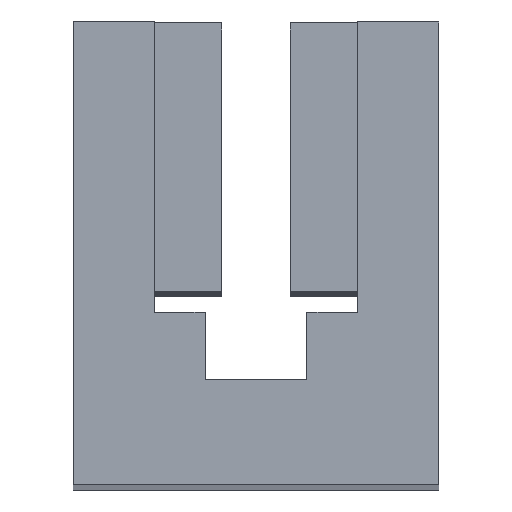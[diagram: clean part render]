
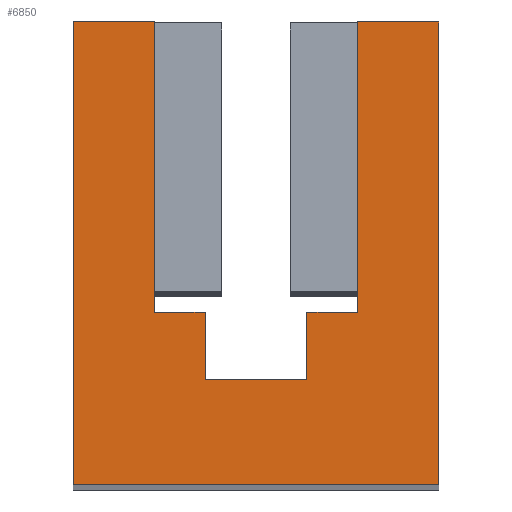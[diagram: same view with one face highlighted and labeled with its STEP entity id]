
A CAD part, top view. The second image highlights one B-rep face of the part: STEP entity #6850.
In plain terms, the highlighted planar face has unit normal (0, 0, 1).
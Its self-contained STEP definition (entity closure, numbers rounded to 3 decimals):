
#81 = ORIENTED_EDGE ( 'NONE', *, *, #5255, .T. ) ;
#97 = EDGE_CURVE ( 'NONE', #2899, #5847, #6129, .T. ) ;
#191 = CARTESIAN_POINT ( 'NONE',  ( 10.55, 18., 0. ) ) ;
#230 = ORIENTED_EDGE ( 'NONE', *, *, #6181, .T. ) ;
#269 = CARTESIAN_POINT ( 'NONE',  ( 10.55, 18., 0. ) ) ;
#327 = DIRECTION ( 'NONE',  ( -1., 0., 0. ) ) ;
#396 = DIRECTION ( 'NONE',  ( -1., 0., 0. ) ) ;
#546 = LINE ( 'NONE', #7028, #5003 ) ;
#646 = LINE ( 'NONE', #3015, #6943 ) ;
#794 = CARTESIAN_POINT ( 'NONE',  ( 10.55, 48.2, 0. ) ) ;
#857 = VECTOR ( 'NONE', #6684, 1000. ) ;
#917 = CARTESIAN_POINT ( 'NONE',  ( 10.55, 48.2, 0. ) ) ;
#946 = ORIENTED_EDGE ( 'NONE', *, *, #1151, .T. ) ;
#965 = EDGE_CURVE ( 'NONE', #4916, #3684, #6303, .T. ) ;
#1085 = VERTEX_POINT ( 'NONE', #917 ) ;
#1088 = ORIENTED_EDGE ( 'NONE', *, *, #1501, .T. ) ;
#1151 = EDGE_CURVE ( 'NONE', #5847, #6210, #5315, .T. ) ;
#1310 = CARTESIAN_POINT ( 'NONE',  ( -5.3, 11., 0. ) ) ;
#1334 = CARTESIAN_POINT ( 'NONE',  ( 5.3, 11., 0. ) ) ;
#1346 = ORIENTED_EDGE ( 'NONE', *, *, #6014, .T. ) ;
#1432 = ORIENTED_EDGE ( 'NONE', *, *, #965, .T. ) ;
#1501 = EDGE_CURVE ( 'NONE', #4265, #4916, #3471, .T. ) ;
#1543 = CARTESIAN_POINT ( 'NONE',  ( 19.05, 0., 0. ) ) ;
#1617 = CARTESIAN_POINT ( 'NONE',  ( -10.55, 48.2, 0. ) ) ;
#1640 = VECTOR ( 'NONE', #327, 1000. ) ;
#1723 = CARTESIAN_POINT ( 'NONE',  ( -10.55, 18., 0. ) ) ;
#1727 = CARTESIAN_POINT ( 'NONE',  ( -5.3, 18., 0. ) ) ;
#1953 = VECTOR ( 'NONE', #4778, 1000. ) ;
#2160 = ORIENTED_EDGE ( 'NONE', *, *, #7707, .T. ) ;
#2437 = CARTESIAN_POINT ( 'NONE',  ( 10.55, 18., 0. ) ) ;
#2462 = CARTESIAN_POINT ( 'NONE',  ( -5.3, 11., 0. ) ) ;
#2693 = CARTESIAN_POINT ( 'NONE',  ( -10.55, 18., 0. ) ) ;
#2700 = ORIENTED_EDGE ( 'NONE', *, *, #3181, .T. ) ;
#2744 = VERTEX_POINT ( 'NONE', #1723 ) ;
#2777 = DIRECTION ( 'NONE',  ( 1., 0., 0. ) ) ;
#2899 = VERTEX_POINT ( 'NONE', #1334 ) ;
#2924 = VECTOR ( 'NONE', #3989, 1000. ) ;
#2966 = CARTESIAN_POINT ( 'NONE',  ( -5.3, 18., 0. ) ) ;
#3015 = CARTESIAN_POINT ( 'NONE',  ( 5.3, 18., 0. ) ) ;
#3143 = DIRECTION ( 'NONE',  ( -1., 0., 0. ) ) ;
#3160 = DIRECTION ( 'NONE',  ( -1., 0., 0. ) ) ;
#3179 = LINE ( 'NONE', #191, #6415 ) ;
#3181 = EDGE_CURVE ( 'NONE', #6210, #2744, #5667, .T. ) ;
#3199 = LINE ( 'NONE', #2437, #1953 ) ;
#3243 = ORIENTED_EDGE ( 'NONE', *, *, #4790, .T. ) ;
#3471 = LINE ( 'NONE', #7033, #6228 ) ;
#3629 = CARTESIAN_POINT ( 'NONE',  ( 19.05, 48.2, 0. ) ) ;
#3674 = VERTEX_POINT ( 'NONE', #5696 ) ;
#3684 = VERTEX_POINT ( 'NONE', #6403 ) ;
#3724 = VECTOR ( 'NONE', #5827, 1000. ) ;
#3759 = EDGE_CURVE ( 'NONE', #3684, #6224, #546, .T. ) ;
#3778 = LINE ( 'NONE', #6160, #6783 ) ;
#3989 = DIRECTION ( 'NONE',  ( 0., 1., 0. ) ) ;
#4005 = VERTEX_POINT ( 'NONE', #269 ) ;
#4265 = VERTEX_POINT ( 'NONE', #5915 ) ;
#4459 = LINE ( 'NONE', #794, #7553 ) ;
#4643 = CARTESIAN_POINT ( 'NONE',  ( -19.05, 0., 0. ) ) ;
#4778 = DIRECTION ( 'NONE',  ( 0., -1., 0. ) ) ;
#4790 = EDGE_CURVE ( 'NONE', #6330, #4265, #3778, .T. ) ;
#4916 = VERTEX_POINT ( 'NONE', #4643 ) ;
#4946 = DIRECTION ( 'NONE',  ( -1., 0., 0. ) ) ;
#5003 = VECTOR ( 'NONE', #6444, 1000. ) ;
#5255 = EDGE_CURVE ( 'NONE', #4005, #3674, #3179, .T. ) ;
#5315 = LINE ( 'NONE', #2966, #3724 ) ;
#5384 = CARTESIAN_POINT ( 'NONE',  ( 0., 0., 0. ) ) ;
#5389 = CARTESIAN_POINT ( 'NONE',  ( -10.55, 48.2, 0. ) ) ;
#5403 = DIRECTION ( 'NONE',  ( 0., -1., 0. ) ) ;
#5667 = LINE ( 'NONE', #2693, #1640 ) ;
#5696 = CARTESIAN_POINT ( 'NONE',  ( 5.3, 18., 0. ) ) ;
#5827 = DIRECTION ( 'NONE',  ( 0., 1., 0. ) ) ;
#5847 = VERTEX_POINT ( 'NONE', #1310 ) ;
#5886 = ORIENTED_EDGE ( 'NONE', *, *, #97, .T. ) ;
#5908 = ORIENTED_EDGE ( 'NONE', *, *, #7666, .T. ) ;
#5915 = CARTESIAN_POINT ( 'NONE',  ( -19.05, 48.2, 0. ) ) ;
#6010 = FACE_OUTER_BOUND ( 'NONE', #7213, .T. ) ;
#6014 = EDGE_CURVE ( 'NONE', #6224, #1085, #4459, .T. ) ;
#6051 = PLANE ( 'NONE',  #6445 ) ;
#6084 = DIRECTION ( 'NONE',  ( 0., 0., -1. ) ) ;
#6129 = LINE ( 'NONE', #2462, #857 ) ;
#6160 = CARTESIAN_POINT ( 'NONE',  ( -19.05, 48.2, 0. ) ) ;
#6181 = EDGE_CURVE ( 'NONE', #2744, #6330, #7623, .T. ) ;
#6210 = VERTEX_POINT ( 'NONE', #1727 ) ;
#6224 = VERTEX_POINT ( 'NONE', #3629 ) ;
#6228 = VECTOR ( 'NONE', #7147, 1000. ) ;
#6303 = LINE ( 'NONE', #1543, #6741 ) ;
#6330 = VERTEX_POINT ( 'NONE', #5389 ) ;
#6403 = CARTESIAN_POINT ( 'NONE',  ( 19.05, 0., 0. ) ) ;
#6415 = VECTOR ( 'NONE', #4946, 1000. ) ;
#6444 = DIRECTION ( 'NONE',  ( 0., 1., 0. ) ) ;
#6445 = AXIS2_PLACEMENT_3D ( 'NONE', #5384, #6084, #3143 ) ;
#6684 = DIRECTION ( 'NONE',  ( -1., 0., 0. ) ) ;
#6741 = VECTOR ( 'NONE', #2777, 1000. ) ;
#6783 = VECTOR ( 'NONE', #396, 1000. ) ;
#6850 = ADVANCED_FACE ( 'NONE', ( #6010 ), #6051, .F. ) ;
#6943 = VECTOR ( 'NONE', #5403, 1000. ) ;
#7028 = CARTESIAN_POINT ( 'NONE',  ( 19.05, 48.2, 0. ) ) ;
#7033 = CARTESIAN_POINT ( 'NONE',  ( -19.05, 0., 0. ) ) ;
#7147 = DIRECTION ( 'NONE',  ( 0., -1., 0. ) ) ;
#7213 = EDGE_LOOP ( 'NONE', ( #1088, #1432, #7298, #1346, #5908, #81, #2160, #5886, #946, #2700, #230, #3243 ) ) ;
#7298 = ORIENTED_EDGE ( 'NONE', *, *, #3759, .T. ) ;
#7553 = VECTOR ( 'NONE', #3160, 1000. ) ;
#7623 = LINE ( 'NONE', #1617, #2924 ) ;
#7666 = EDGE_CURVE ( 'NONE', #1085, #4005, #3199, .T. ) ;
#7707 = EDGE_CURVE ( 'NONE', #3674, #2899, #646, .T. ) ;
